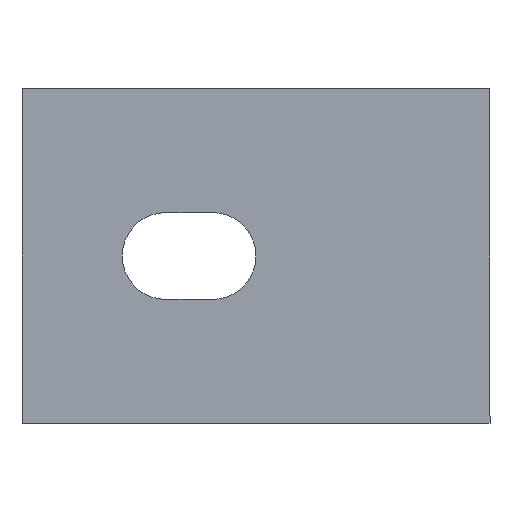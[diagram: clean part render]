
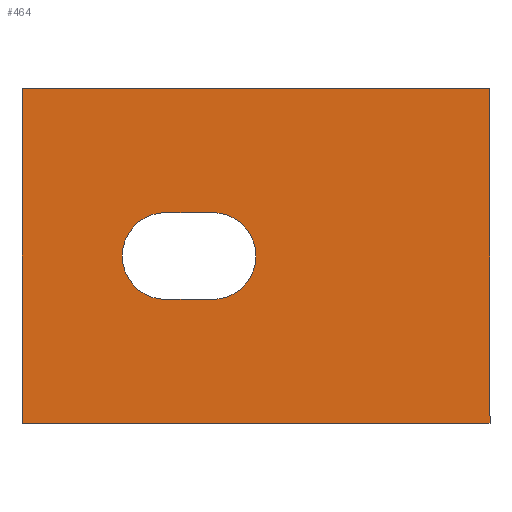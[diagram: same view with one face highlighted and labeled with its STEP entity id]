
A CAD part, left-side view. The second image highlights one B-rep face of the part: STEP entity #464.
In plain terms, the highlighted face is planar.
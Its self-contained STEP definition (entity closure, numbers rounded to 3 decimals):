
#13 = ORIENTED_EDGE ( 'NONE', *, *, #900, .F. ) ;
#35 = DIRECTION ( 'NONE',  ( 0., 1., 0. ) ) ;
#78 = VERTEX_POINT ( 'NONE', #157 ) ;
#89 = LINE ( 'NONE', #1471, #470 ) ;
#92 = EDGE_CURVE ( 'NONE', #78, #1158, #233, .T. ) ;
#109 = FACE_OUTER_BOUND ( 'NONE', #624, .T. ) ;
#116 = CARTESIAN_POINT ( 'NONE',  ( -6.5, 0., 0. ) ) ;
#142 = VERTEX_POINT ( 'NONE', #276 ) ;
#157 = CARTESIAN_POINT ( 'NONE',  ( 6.5, 0., 0. ) ) ;
#164 = VECTOR ( 'NONE', #878, 1000. ) ;
#184 = DIRECTION ( 'NONE',  ( 0., 0., 1. ) ) ;
#220 = CARTESIAN_POINT ( 'NONE',  ( -25., 21.5, 0. ) ) ;
#229 = VERTEX_POINT ( 'NONE', #1450 ) ;
#233 = CIRCLE ( 'NONE', #754, 6.5 ) ;
#240 = EDGE_CURVE ( 'NONE', #1060, #229, #743, .T. ) ;
#243 = VERTEX_POINT ( 'NONE', #1094 ) ;
#276 = CARTESIAN_POINT ( 'NONE',  ( 6.5, -7., 0. ) ) ;
#293 = VECTOR ( 'NONE', #35, 1000. ) ;
#335 = AXIS2_PLACEMENT_3D ( 'NONE', #1004, #184, #1460 ) ;
#341 = CARTESIAN_POINT ( 'NONE',  ( -6.5, 0., 0. ) ) ;
#378 = DIRECTION ( 'NONE',  ( 1., 0., 0. ) ) ;
#382 = CARTESIAN_POINT ( 'NONE',  ( 25., 21.5, 0. ) ) ;
#427 = DIRECTION ( 'NONE',  ( 0., 1., 0. ) ) ;
#440 = ORIENTED_EDGE ( 'NONE', *, *, #657, .T. ) ;
#451 = FACE_BOUND ( 'NONE', #919, .T. ) ;
#458 = EDGE_CURVE ( 'NONE', #1311, #243, #1354, .T. ) ;
#464 = ADVANCED_FACE ( 'NONE', ( #109, #451 ), #816, .F. ) ;
#470 = VECTOR ( 'NONE', #427, 1000. ) ;
#496 = EDGE_CURVE ( 'NONE', #243, #1060, #578, .T. ) ;
#512 = ORIENTED_EDGE ( 'NONE', *, *, #496, .F. ) ;
#578 = LINE ( 'NONE', #924, #923 ) ;
#586 = AXIS2_PLACEMENT_3D ( 'NONE', #789, #1257, #378 ) ;
#624 = EDGE_LOOP ( 'NONE', ( #512, #1370, #13, #865 ) ) ;
#657 = EDGE_CURVE ( 'NONE', #142, #78, #89, .T. ) ;
#690 = ORIENTED_EDGE ( 'NONE', *, *, #708, .T. ) ;
#708 = EDGE_CURVE ( 'NONE', #1158, #760, #898, .T. ) ;
#743 = LINE ( 'NONE', #1085, #164 ) ;
#754 = AXIS2_PLACEMENT_3D ( 'NONE', #1034, #824, #1071 ) ;
#760 = VERTEX_POINT ( 'NONE', #1028 ) ;
#783 = DIRECTION ( 'NONE',  ( 0., -1., 0. ) ) ;
#789 = CARTESIAN_POINT ( 'NONE',  ( -25., -48.5, 0. ) ) ;
#816 = PLANE ( 'NONE',  #586 ) ;
#824 = DIRECTION ( 'NONE',  ( 0., 0., 1. ) ) ;
#865 = ORIENTED_EDGE ( 'NONE', *, *, #240, .F. ) ;
#877 = VECTOR ( 'NONE', #783, 1000. ) ;
#878 = DIRECTION ( 'NONE',  ( 1., 0., 0. ) ) ;
#898 = LINE ( 'NONE', #341, #877 ) ;
#900 = EDGE_CURVE ( 'NONE', #229, #1311, #1180, .T. ) ;
#919 = EDGE_LOOP ( 'NONE', ( #996, #690, #1326, #440 ) ) ;
#920 = EDGE_CURVE ( 'NONE', #760, #142, #1020, .T. ) ;
#923 = VECTOR ( 'NONE', #1030, 1000. ) ;
#924 = CARTESIAN_POINT ( 'NONE',  ( -25., 21.5, 0. ) ) ;
#996 = ORIENTED_EDGE ( 'NONE', *, *, #92, .T. ) ;
#1004 = CARTESIAN_POINT ( 'NONE',  ( 0., -7., 0. ) ) ;
#1020 = CIRCLE ( 'NONE', #335, 6.5 ) ;
#1028 = CARTESIAN_POINT ( 'NONE',  ( -6.5, -7., 0. ) ) ;
#1030 = DIRECTION ( 'NONE',  ( 0., -1., 0. ) ) ;
#1034 = CARTESIAN_POINT ( 'NONE',  ( 0., 0., 0. ) ) ;
#1060 = VERTEX_POINT ( 'NONE', #1381 ) ;
#1071 = DIRECTION ( 'NONE',  ( 1., 0., 0. ) ) ;
#1085 = CARTESIAN_POINT ( 'NONE',  ( -25., -48.5, 0. ) ) ;
#1094 = CARTESIAN_POINT ( 'NONE',  ( -25., 21.5, 0. ) ) ;
#1125 = DIRECTION ( 'NONE',  ( -1., 0., 0. ) ) ;
#1158 = VERTEX_POINT ( 'NONE', #116 ) ;
#1175 = CARTESIAN_POINT ( 'NONE',  ( 25., 21.5, 0. ) ) ;
#1180 = LINE ( 'NONE', #1175, #293 ) ;
#1257 = DIRECTION ( 'NONE',  ( 0., 0., 1. ) ) ;
#1311 = VERTEX_POINT ( 'NONE', #382 ) ;
#1326 = ORIENTED_EDGE ( 'NONE', *, *, #920, .T. ) ;
#1354 = LINE ( 'NONE', #220, #1377 ) ;
#1370 = ORIENTED_EDGE ( 'NONE', *, *, #458, .F. ) ;
#1377 = VECTOR ( 'NONE', #1125, 1000. ) ;
#1381 = CARTESIAN_POINT ( 'NONE',  ( -25., -48.5, 0. ) ) ;
#1450 = CARTESIAN_POINT ( 'NONE',  ( 25., -48.5, 0. ) ) ;
#1460 = DIRECTION ( 'NONE',  ( 1., 0., 0. ) ) ;
#1471 = CARTESIAN_POINT ( 'NONE',  ( 6.5, 0., 0. ) ) ;
